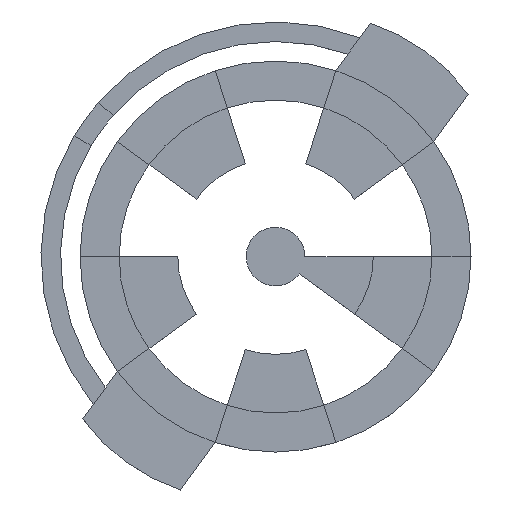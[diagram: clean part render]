
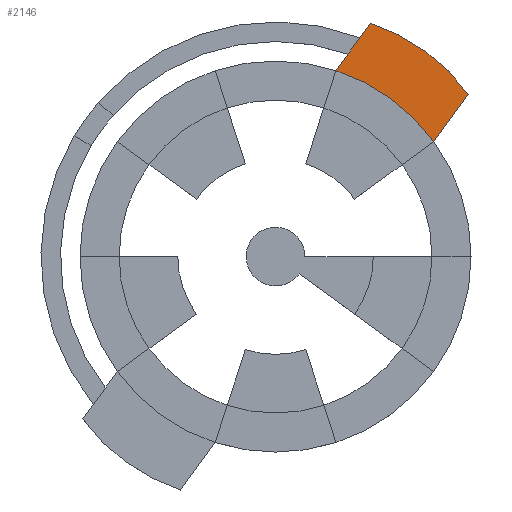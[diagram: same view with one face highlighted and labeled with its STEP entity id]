
A CAD part, top view. The second image highlights one B-rep face of the part: STEP entity #2146.
In plain terms, the highlighted planar face has unit normal (0, 0, 1).
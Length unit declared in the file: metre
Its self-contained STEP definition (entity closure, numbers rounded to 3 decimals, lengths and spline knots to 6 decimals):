
#996 = VERTEX_POINT('',#997);
#997 = CARTESIAN_POINT('',(0.080902,0.058779,0.005)
  );
#1032 = PLANE('',#1033);
#1033 = AXIS2_PLACEMENT_3D('',#1034,#1035,#1036);
#1034 = CARTESIAN_POINT('',(0.,0.,0.005));
#1035 = DIRECTION('',(0.,0.,1.));
#1036 = DIRECTION('',(1.,0.,-0.));
#1333 = PLANE('',#1334);
#1334 = AXIS2_PLACEMENT_3D('',#1335,#1336,#1337);
#1335 = CARTESIAN_POINT('',(0.080902,0.058779,0.005
    ));
#1336 = DIRECTION('',(0.809,-0.588,-0.));
#1337 = DIRECTION('',(0.,0.,1.));
#1455 = EDGE_CURVE('',#996,#1456,#1458,.T.);
#1456 = VERTEX_POINT('',#1457);
#1457 = CARTESIAN_POINT('',(0.030902,0.095106,0.005
    ));
#1458 = SURFACE_CURVE('',#1459,(#1464,#1471),.PCURVE_S1.);
#1459 = CIRCLE('',#1460,0.1);
#1460 = AXIS2_PLACEMENT_3D('',#1461,#1462,#1463);
#1461 = CARTESIAN_POINT('',(0.,0.,0.005));
#1462 = DIRECTION('',(0.,0.,1.));
#1463 = DIRECTION('',(-1.,-0.,0.));
#1464 = PCURVE('',#1032,#1465);
#1465 = DEFINITIONAL_REPRESENTATION('',(#1466),#1470);
#1466 = CIRCLE('',#1467,0.1);
#1467 = AXIS2_PLACEMENT_2D('',#1468,#1469);
#1468 = CARTESIAN_POINT('',(0.,0.));
#1469 = DIRECTION('',(-1.,0.));
#1470 = ( GEOMETRIC_REPRESENTATION_CONTEXT(2) 
PARAMETRIC_REPRESENTATION_CONTEXT() REPRESENTATION_CONTEXT('2D SPACE',''
  ) );
#1471 = PCURVE('',#1472,#1477);
#1472 = PLANE('',#1473);
#1473 = AXIS2_PLACEMENT_3D('',#1474,#1475,#1476);
#1474 = CARTESIAN_POINT('',(0.080902,0.058779,0.005
    ));
#1475 = DIRECTION('',(-0.,-0.,-1.));
#1476 = DIRECTION('',(0.588,-0.809,0.));
#1477 = DEFINITIONAL_REPRESENTATION('',(#1478),#1486);
#1478 = ( BOUNDED_CURVE() B_SPLINE_CURVE(2,(#1479,#1480,#1481,#1482,
#1483,#1484,#1485),.UNSPECIFIED.,.F.,.F.) B_SPLINE_CURVE_WITH_KNOTS((1,2
    ,2,2,2,1),(-2.094395,0.,2.094395,4.18879,
6.283185,8.37758),.UNSPECIFIED.) CURVE() 
GEOMETRIC_REPRESENTATION_ITEM() RATIONAL_B_SPLINE_CURVE((1.,0.5,1.,0.5,
1.,0.5,1.)) REPRESENTATION_ITEM('') );
#1479 = CARTESIAN_POINT('',(-0.059,0.181));
#1480 = CARTESIAN_POINT('',(0.081,0.283));
#1481 = CARTESIAN_POINT('',(0.099,0.11));
#1482 = CARTESIAN_POINT('',(0.118,-0.062));
#1483 = CARTESIAN_POINT('',(-0.041,0.009));
#1484 = CARTESIAN_POINT('',(-0.199,0.079));
#1485 = CARTESIAN_POINT('',(-0.059,0.181));
#1486 = ( GEOMETRIC_REPRESENTATION_CONTEXT(2) 
PARAMETRIC_REPRESENTATION_CONTEXT() REPRESENTATION_CONTEXT('2D SPACE',''
  ) );
#1957 = EDGE_CURVE('',#996,#1958,#1960,.T.);
#1958 = VERTEX_POINT('',#1959);
#1959 = CARTESIAN_POINT('',(0.098535,0.083049,0.005)
  );
#1960 = SURFACE_CURVE('',#1961,(#1965,#1972),.PCURVE_S1.);
#1961 = LINE('',#1962,#1963);
#1962 = CARTESIAN_POINT('',(0.080902,0.058779,0.005
    ));
#1963 = VECTOR('',#1964,1.);
#1964 = DIRECTION('',(0.588,0.809,-0.));
#1965 = PCURVE('',#1333,#1966);
#1966 = DEFINITIONAL_REPRESENTATION('',(#1967),#1971);
#1967 = LINE('',#1968,#1969);
#1968 = CARTESIAN_POINT('',(-0.,0.));
#1969 = VECTOR('',#1970,1.);
#1970 = DIRECTION('',(-0.,-1.));
#1971 = ( GEOMETRIC_REPRESENTATION_CONTEXT(2) 
PARAMETRIC_REPRESENTATION_CONTEXT() REPRESENTATION_CONTEXT('2D SPACE',''
  ) );
#1972 = PCURVE('',#1472,#1973);
#1973 = DEFINITIONAL_REPRESENTATION('',(#1974),#1978);
#1974 = LINE('',#1975,#1976);
#1975 = CARTESIAN_POINT('',(-0.,0.));
#1976 = VECTOR('',#1977,1.);
#1977 = DIRECTION('',(-0.309,-0.951));
#1978 = ( GEOMETRIC_REPRESENTATION_CONTEXT(2) 
PARAMETRIC_REPRESENTATION_CONTEXT() REPRESENTATION_CONTEXT('2D SPACE',''
  ) );
#1996 = CYLINDRICAL_SURFACE('',#1997,0.1);
#1997 = AXIS2_PLACEMENT_3D('',#1998,#1999,#2000);
#1998 = CARTESIAN_POINT('',(0.017634,0.024271,0.005
    ));
#1999 = DIRECTION('',(-0.,-0.,-1.));
#2000 = DIRECTION('',(-1.,-0.,0.));
#2146 = ADVANCED_FACE('',(#2147),#1472,.F.);
#2147 = FACE_BOUND('',#2148,.T.);
#2148 = EDGE_LOOP('',(#2149,#2150,#2178,#2206,#2234,#2260));
#2149 = ORIENTED_EDGE('',*,*,#1957,.T.);
#2150 = ORIENTED_EDGE('',*,*,#2151,.T.);
#2151 = EDGE_CURVE('',#1958,#2152,#2154,.T.);
#2152 = VERTEX_POINT('',#2153);
#2153 = CARTESIAN_POINT('',(0.048535,0.119376,0.005));
#2154 = SURFACE_CURVE('',#2155,(#2160,#2171),.PCURVE_S1.);
#2155 = CIRCLE('',#2156,0.1);
#2156 = AXIS2_PLACEMENT_3D('',#2157,#2158,#2159);
#2157 = CARTESIAN_POINT('',(0.017634,0.024271,0.005
    ));
#2158 = DIRECTION('',(0.,0.,1.));
#2159 = DIRECTION('',(-1.,-0.,0.));
#2160 = PCURVE('',#1472,#2161);
#2161 = DEFINITIONAL_REPRESENTATION('',(#2162),#2170);
#2162 = ( BOUNDED_CURVE() B_SPLINE_CURVE(2,(#2163,#2164,#2165,#2166,
#2167,#2168,#2169),.UNSPECIFIED.,.T.,.F.) B_SPLINE_CURVE_WITH_KNOTS((1,2
    ,2,2,2,1),(-2.094395,0.,2.094395,4.18879,
6.283185,8.37758),.UNSPECIFIED.) CURVE() 
GEOMETRIC_REPRESENTATION_ITEM() RATIONAL_B_SPLINE_CURVE((1.,0.5,1.,0.5,
1.,0.5,1.)) REPRESENTATION_ITEM('') );
#2163 = CARTESIAN_POINT('',(-0.068,0.152));
#2164 = CARTESIAN_POINT('',(0.072,0.254));
#2165 = CARTESIAN_POINT('',(0.09,0.082));
#2166 = CARTESIAN_POINT('',(0.108,-0.09));
#2167 = CARTESIAN_POINT('',(-0.05,-0.02));
#2168 = CARTESIAN_POINT('',(-0.208,0.051));
#2169 = CARTESIAN_POINT('',(-0.068,0.152));
#2170 = ( GEOMETRIC_REPRESENTATION_CONTEXT(2) 
PARAMETRIC_REPRESENTATION_CONTEXT() REPRESENTATION_CONTEXT('2D SPACE',''
  ) );
#2171 = PCURVE('',#1996,#2172);
#2172 = DEFINITIONAL_REPRESENTATION('',(#2173),#2177);
#2173 = LINE('',#2174,#2175);
#2174 = CARTESIAN_POINT('',(-0.,0.));
#2175 = VECTOR('',#2176,1.);
#2176 = DIRECTION('',(-1.,0.));
#2177 = ( GEOMETRIC_REPRESENTATION_CONTEXT(2) 
PARAMETRIC_REPRESENTATION_CONTEXT() REPRESENTATION_CONTEXT('2D SPACE',''
  ) );
#2178 = ORIENTED_EDGE('',*,*,#2179,.F.);
#2179 = EDGE_CURVE('',#2180,#2152,#2182,.T.);
#2180 = VERTEX_POINT('',#2181);
#2181 = CARTESIAN_POINT('',(0.043155,0.111971,0.005));
#2182 = SURFACE_CURVE('',#2183,(#2187,#2194),.PCURVE_S1.);
#2183 = LINE('',#2184,#2185);
#2184 = CARTESIAN_POINT('',(0.030902,0.095106,0.005
    ));
#2185 = VECTOR('',#2186,1.);
#2186 = DIRECTION('',(0.588,0.809,-0.));
#2187 = PCURVE('',#1472,#2188);
#2188 = DEFINITIONAL_REPRESENTATION('',(#2189),#2193);
#2189 = LINE('',#2190,#2191);
#2190 = CARTESIAN_POINT('',(-0.059,0.019));
#2191 = VECTOR('',#2192,1.);
#2192 = DIRECTION('',(-0.309,-0.951));
#2193 = ( GEOMETRIC_REPRESENTATION_CONTEXT(2) 
PARAMETRIC_REPRESENTATION_CONTEXT() REPRESENTATION_CONTEXT('2D SPACE',''
  ) );
#2194 = PCURVE('',#2195,#2200);
#2195 = PLANE('',#2196);
#2196 = AXIS2_PLACEMENT_3D('',#2197,#2198,#2199);
#2197 = CARTESIAN_POINT('',(0.030902,0.095106,0.005
    ));
#2198 = DIRECTION('',(0.809,-0.588,-0.));
#2199 = DIRECTION('',(0.,0.,1.));
#2200 = DEFINITIONAL_REPRESENTATION('',(#2201),#2205);
#2201 = LINE('',#2202,#2203);
#2202 = CARTESIAN_POINT('',(-0.,0.));
#2203 = VECTOR('',#2204,1.);
#2204 = DIRECTION('',(-0.,-1.));
#2205 = ( GEOMETRIC_REPRESENTATION_CONTEXT(2) 
PARAMETRIC_REPRESENTATION_CONTEXT() REPRESENTATION_CONTEXT('2D SPACE',''
  ) );
#2206 = ORIENTED_EDGE('',*,*,#2207,.F.);
#2207 = EDGE_CURVE('',#2208,#2180,#2210,.T.);
#2208 = VERTEX_POINT('',#2209);
#2209 = CARTESIAN_POINT('',(0.037053,0.103572,0.005));
#2210 = SURFACE_CURVE('',#2211,(#2215,#2222),.PCURVE_S1.);
#2211 = LINE('',#2212,#2213);
#2212 = CARTESIAN_POINT('',(0.030902,0.095106,0.005
    ));
#2213 = VECTOR('',#2214,1.);
#2214 = DIRECTION('',(0.588,0.809,-0.));
#2215 = PCURVE('',#1472,#2216);
#2216 = DEFINITIONAL_REPRESENTATION('',(#2217),#2221);
#2217 = LINE('',#2218,#2219);
#2218 = CARTESIAN_POINT('',(-0.059,0.019));
#2219 = VECTOR('',#2220,1.);
#2220 = DIRECTION('',(-0.309,-0.951));
#2221 = ( GEOMETRIC_REPRESENTATION_CONTEXT(2) 
PARAMETRIC_REPRESENTATION_CONTEXT() REPRESENTATION_CONTEXT('2D SPACE',''
  ) );
#2222 = PCURVE('',#2223,#2228);
#2223 = PLANE('',#2224);
#2224 = AXIS2_PLACEMENT_3D('',#2225,#2226,#2227);
#2225 = CARTESIAN_POINT('',(0.,0.,0.005));
#2226 = DIRECTION('',(0.,0.,1.));
#2227 = DIRECTION('',(1.,0.,-0.));
#2228 = DEFINITIONAL_REPRESENTATION('',(#2229),#2233);
#2229 = LINE('',#2230,#2231);
#2230 = CARTESIAN_POINT('',(0.031,0.095));
#2231 = VECTOR('',#2232,1.);
#2232 = DIRECTION('',(0.588,0.809));
#2233 = ( GEOMETRIC_REPRESENTATION_CONTEXT(2) 
PARAMETRIC_REPRESENTATION_CONTEXT() REPRESENTATION_CONTEXT('2D SPACE',''
  ) );
#2234 = ORIENTED_EDGE('',*,*,#2235,.F.);
#2235 = EDGE_CURVE('',#1456,#2208,#2236,.T.);
#2236 = SURFACE_CURVE('',#2237,(#2241,#2248),.PCURVE_S1.);
#2237 = LINE('',#2238,#2239);
#2238 = CARTESIAN_POINT('',(0.030902,0.095106,0.005
    ));
#2239 = VECTOR('',#2240,1.);
#2240 = DIRECTION('',(0.588,0.809,-0.));
#2241 = PCURVE('',#1472,#2242);
#2242 = DEFINITIONAL_REPRESENTATION('',(#2243),#2247);
#2243 = LINE('',#2244,#2245);
#2244 = CARTESIAN_POINT('',(-0.059,0.019));
#2245 = VECTOR('',#2246,1.);
#2246 = DIRECTION('',(-0.309,-0.951));
#2247 = ( GEOMETRIC_REPRESENTATION_CONTEXT(2) 
PARAMETRIC_REPRESENTATION_CONTEXT() REPRESENTATION_CONTEXT('2D SPACE',''
  ) );
#2248 = PCURVE('',#2249,#2254);
#2249 = PLANE('',#2250);
#2250 = AXIS2_PLACEMENT_3D('',#2251,#2252,#2253);
#2251 = CARTESIAN_POINT('',(0.030902,0.095106,0.005
    ));
#2252 = DIRECTION('',(0.809,-0.588,-0.));
#2253 = DIRECTION('',(0.,0.,1.));
#2254 = DEFINITIONAL_REPRESENTATION('',(#2255),#2259);
#2255 = LINE('',#2256,#2257);
#2256 = CARTESIAN_POINT('',(-0.,0.));
#2257 = VECTOR('',#2258,1.);
#2258 = DIRECTION('',(-0.,-1.));
#2259 = ( GEOMETRIC_REPRESENTATION_CONTEXT(2) 
PARAMETRIC_REPRESENTATION_CONTEXT() REPRESENTATION_CONTEXT('2D SPACE',''
  ) );
#2260 = ORIENTED_EDGE('',*,*,#1455,.F.);
